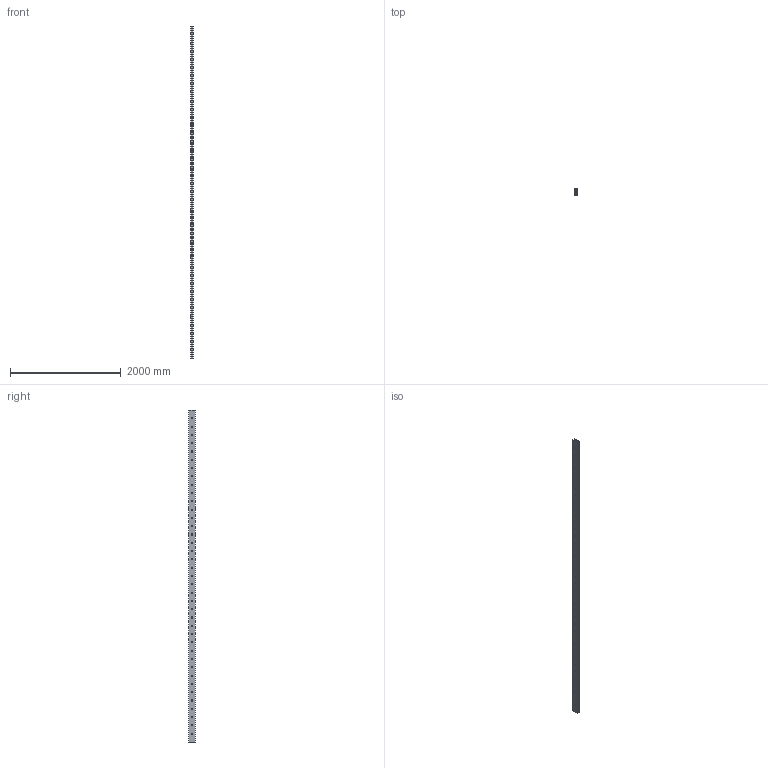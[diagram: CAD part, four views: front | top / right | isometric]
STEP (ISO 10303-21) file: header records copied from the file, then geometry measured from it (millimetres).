
FILE_DESCRIPTION (( 'STEP AP203' ), '1' );
FILE_NAME ('80600-ALU.STEP', '2018-11-19T09:06:45', ( '' ), ( '' ), 'SwSTEP 2.0', 'SolidWorks 2015', '' );
FILE_SCHEMA (( 'CONFIG_CONTROL_DESIGN' ));
Length unit declared in the file: millimetre
Products named in the file (1): 80600-ALU
Bounding box: 47 x 125 x 6000 mm (x, y, z)
Volume: 16447165.2 mm3; surface area: 3371348.4 mm2
Topology: 1 solids, 1 shells, 560 faces, 1437 edges, 906 vertices
Faces by surface type: cylinder 245, plane 129, bspline 108, cone 78
Entity records: 23408 total; most frequent: CARTESIAN_POINT 10400, ORIENTED_EDGE 2874, DIRECTION 2305, EDGE_CURVE 1437, VERTEX_POINT 906, AXIS2_PLACEMENT_3D 787, EDGE_LOOP 743, LINE 731
